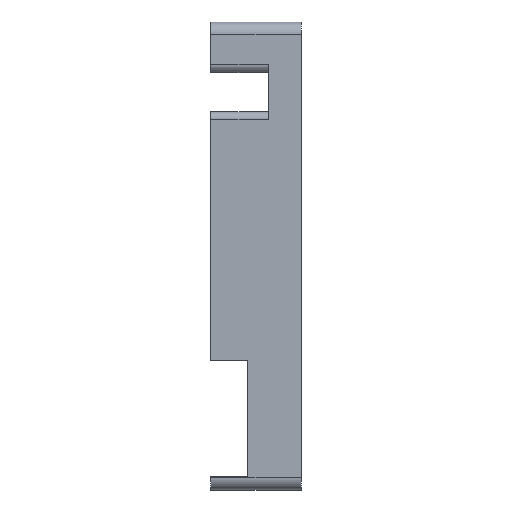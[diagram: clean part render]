
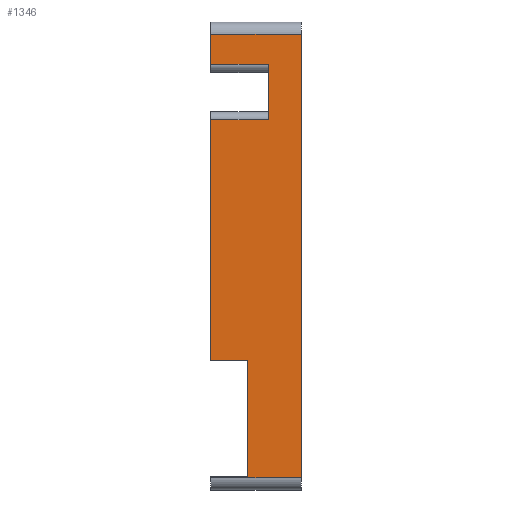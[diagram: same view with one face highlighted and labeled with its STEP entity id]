
A CAD part, left-side view. The second image highlights one B-rep face of the part: STEP entity #1346.
In plain terms, the highlighted planar face has unit normal (-1, 0, 0).
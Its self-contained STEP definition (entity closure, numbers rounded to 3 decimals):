
#17 = DIRECTION ( 'NONE',  ( 0., 0., 1. ) ) ;
#31 = DIRECTION ( 'NONE',  ( 0., 1., 0. ) ) ;
#57 = LINE ( 'NONE', #2723, #1994 ) ;
#69 = CARTESIAN_POINT ( 'NONE',  ( -17.3, 1., -30.3 ) ) ;
#101 = DIRECTION ( 'NONE',  ( 0., 0., -1. ) ) ;
#108 = CARTESIAN_POINT ( 'NONE',  ( -17.3, 6., 5. ) ) ;
#133 = CARTESIAN_POINT ( 'NONE',  ( -17.3, 15., 66. ) ) ;
#139 = VERTEX_POINT ( 'NONE', #152 ) ;
#152 = CARTESIAN_POINT ( 'NONE',  ( -17.3, 1., 58.75 ) ) ;
#155 = CARTESIAN_POINT ( 'NONE',  ( -17.3, 6., -13. ) ) ;
#157 = LINE ( 'NONE', #108, #1641 ) ;
#165 = VERTEX_POINT ( 'NONE', #2682 ) ;
#174 = DIRECTION ( 'NONE',  ( 0., 0., 1. ) ) ;
#179 = EDGE_CURVE ( 'NONE', #733, #648, #1324, .T. ) ;
#212 = EDGE_CURVE ( 'NONE', #2487, #165, #977, .T. ) ;
#216 = CARTESIAN_POINT ( 'NONE',  ( -17.3, -7., -41.5 ) ) ;
#225 = VERTEX_POINT ( 'NONE', #830 ) ;
#251 = ORIENTED_EDGE ( 'NONE', *, *, #2442, .F. ) ;
#263 = CARTESIAN_POINT ( 'NONE',  ( -17.3, 1., 58.75 ) ) ;
#284 = VERTEX_POINT ( 'NONE', #2190 ) ;
#351 = ORIENTED_EDGE ( 'NONE', *, *, #1975, .T. ) ;
#369 = FACE_OUTER_BOUND ( 'NONE', #884, .T. ) ;
#373 = VECTOR ( 'NONE', #2850, 1000. ) ;
#409 = ORIENTED_EDGE ( 'NONE', *, *, #1192, .T. ) ;
#438 = CARTESIAN_POINT ( 'NONE',  ( -17.3, 15., 45.25 ) ) ;
#460 = CARTESIAN_POINT ( 'NONE',  ( -17.3, 15., -41.2 ) ) ;
#498 = CARTESIAN_POINT ( 'NONE',  ( -17.3, 15., -41.5 ) ) ;
#517 = LINE ( 'NONE', #1037, #2209 ) ;
#554 = VECTOR ( 'NONE', #1067, 1000. ) ;
#606 = ORIENTED_EDGE ( 'NONE', *, *, #1854, .T. ) ;
#643 = LINE ( 'NONE', #864, #1639 ) ;
#648 = VERTEX_POINT ( 'NONE', #133 ) ;
#733 = VERTEX_POINT ( 'NONE', #1178 ) ;
#739 = EDGE_CURVE ( 'NONE', #2778, #1773, #1350, .T. ) ;
#759 = ORIENTED_EDGE ( 'NONE', *, *, #739, .F. ) ;
#765 = CARTESIAN_POINT ( 'NONE',  ( -17.3, -10., -30.3 ) ) ;
#782 = VECTOR ( 'NONE', #31, 1000. ) ;
#791 = ORIENTED_EDGE ( 'NONE', *, *, #1484, .F. ) ;
#830 = CARTESIAN_POINT ( 'NONE',  ( -17.3, 1., 45.25 ) ) ;
#853 = ORIENTED_EDGE ( 'NONE', *, *, #2802, .T. ) ;
#864 = CARTESIAN_POINT ( 'NONE',  ( -17.3, -7., 0. ) ) ;
#884 = EDGE_LOOP ( 'NONE', ( #351, #1090, #251, #791, #606, #759, #910, #1144, #1581, #2277, #409, #853 ) ) ;
#902 = DIRECTION ( 'NONE',  ( 0., 1., 0. ) ) ;
#910 = ORIENTED_EDGE ( 'NONE', *, *, #1624, .T. ) ;
#977 = LINE ( 'NONE', #1933, #554 ) ;
#1029 = LINE ( 'NONE', #1890, #782 ) ;
#1037 = CARTESIAN_POINT ( 'NONE',  ( -17.3, -10., -41.5 ) ) ;
#1038 = VECTOR ( 'NONE', #2178, 1000. ) ;
#1067 = DIRECTION ( 'NONE',  ( 0., 0., 1. ) ) ;
#1090 = ORIENTED_EDGE ( 'NONE', *, *, #212, .F. ) ;
#1101 = VERTEX_POINT ( 'NONE', #155 ) ;
#1144 = ORIENTED_EDGE ( 'NONE', *, *, #1567, .T. ) ;
#1161 = PLANE ( 'NONE',  #1414 ) ;
#1169 = DIRECTION ( 'NONE',  ( 0., -1., 0. ) ) ;
#1178 = CARTESIAN_POINT ( 'NONE',  ( -17.3, 15., 58.75 ) ) ;
#1192 = EDGE_CURVE ( 'NONE', #733, #139, #2410, .T. ) ;
#1324 = LINE ( 'NONE', #2389, #373 ) ;
#1346 = ADVANCED_FACE ( 'NONE', ( #369 ), #1161, .T. ) ;
#1350 = LINE ( 'NONE', #2309, #1038 ) ;
#1414 = AXIS2_PLACEMENT_3D ( 'NONE', #765, #1792, #174 ) ;
#1484 = EDGE_CURVE ( 'NONE', #2676, #1101, #157, .T. ) ;
#1567 = EDGE_CURVE ( 'NONE', #2519, #284, #643, .T. ) ;
#1581 = ORIENTED_EDGE ( 'NONE', *, *, #2351, .T. ) ;
#1618 = DIRECTION ( 'NONE',  ( 0., 1., 0. ) ) ;
#1624 = EDGE_CURVE ( 'NONE', #2778, #2519, #517, .T. ) ;
#1639 = VECTOR ( 'NONE', #1849, 1000. ) ;
#1641 = VECTOR ( 'NONE', #17, 1000. ) ;
#1723 = DIRECTION ( 'NONE',  ( 0., 1., 0. ) ) ;
#1726 = CARTESIAN_POINT ( 'NONE',  ( -17.3, -500000., -13. ) ) ;
#1768 = CARTESIAN_POINT ( 'NONE',  ( -17.3, 6., -41.2 ) ) ;
#1773 = VERTEX_POINT ( 'NONE', #460 ) ;
#1780 = DIRECTION ( 'NONE',  ( 0., -1., 0. ) ) ;
#1792 = DIRECTION ( 'NONE',  ( -1., 0., 0. ) ) ;
#1849 = DIRECTION ( 'NONE',  ( 0., 0., 1. ) ) ;
#1854 = EDGE_CURVE ( 'NONE', #2676, #1773, #1029, .T. ) ;
#1890 = CARTESIAN_POINT ( 'NONE',  ( -17.3, -10., -41.2 ) ) ;
#1933 = CARTESIAN_POINT ( 'NONE',  ( -17.3, 15., -50.3 ) ) ;
#1975 = EDGE_CURVE ( 'NONE', #225, #165, #2612, .T. ) ;
#1980 = CARTESIAN_POINT ( 'NONE',  ( -17.3, 15., -13. ) ) ;
#1994 = VECTOR ( 'NONE', #1723, 1000. ) ;
#2173 = VECTOR ( 'NONE', #902, 1000. ) ;
#2178 = DIRECTION ( 'NONE',  ( 0., 0., 1. ) ) ;
#2190 = CARTESIAN_POINT ( 'NONE',  ( -17.3, -7., 66. ) ) ;
#2197 = VECTOR ( 'NONE', #101, 1000. ) ;
#2209 = VECTOR ( 'NONE', #1780, 1000. ) ;
#2226 = LINE ( 'NONE', #69, #2197 ) ;
#2271 = LINE ( 'NONE', #1726, #2173 ) ;
#2277 = ORIENTED_EDGE ( 'NONE', *, *, #179, .F. ) ;
#2309 = CARTESIAN_POINT ( 'NONE',  ( -17.3, 15., -17. ) ) ;
#2351 = EDGE_CURVE ( 'NONE', #284, #648, #57, .T. ) ;
#2389 = CARTESIAN_POINT ( 'NONE',  ( -17.3, 15., -50.3 ) ) ;
#2410 = LINE ( 'NONE', #263, #2660 ) ;
#2442 = EDGE_CURVE ( 'NONE', #1101, #2487, #2271, .T. ) ;
#2487 = VERTEX_POINT ( 'NONE', #1980 ) ;
#2519 = VERTEX_POINT ( 'NONE', #216 ) ;
#2612 = LINE ( 'NONE', #438, #2613 ) ;
#2613 = VECTOR ( 'NONE', #1618, 1000. ) ;
#2660 = VECTOR ( 'NONE', #1169, 1000. ) ;
#2676 = VERTEX_POINT ( 'NONE', #1768 ) ;
#2682 = CARTESIAN_POINT ( 'NONE',  ( -17.3, 15., 45.25 ) ) ;
#2723 = CARTESIAN_POINT ( 'NONE',  ( -17.3, -10., 66. ) ) ;
#2778 = VERTEX_POINT ( 'NONE', #498 ) ;
#2802 = EDGE_CURVE ( 'NONE', #139, #225, #2226, .T. ) ;
#2850 = DIRECTION ( 'NONE',  ( 0., 0., 1. ) ) ;
